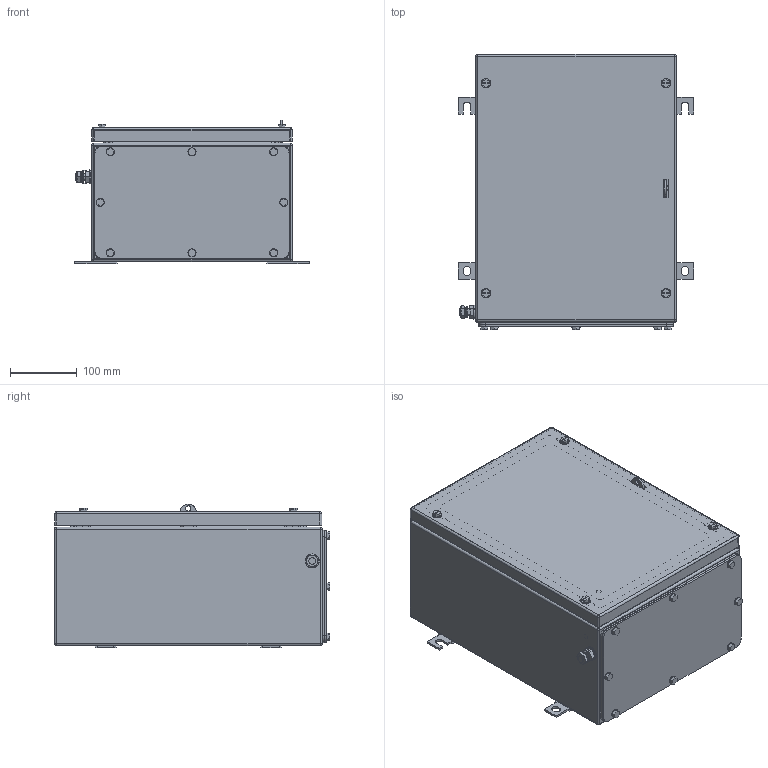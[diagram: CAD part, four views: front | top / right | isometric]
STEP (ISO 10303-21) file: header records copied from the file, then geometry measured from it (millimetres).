
FILE_DESCRIPTION(('CATIA V5 STEP Exchange','CAx-IF Rec.Pracs.--- Model Styling and Organization---1.4--- 2014-01-23'),'2;1');
FILE_NAME ('008535-7_3_1194960000_1194960000.stp','2019-09-20T09:27:01+00:00',('none'),('Weidmueller'),'CATIA Version 5-6 Release 2016 SP3 HF44','CATIA V5 STEP AP214','none');
FILE_SCHEMA(('AUTOMOTIVE_DESIGN { 1 0 10303 214 1 1 1 1 }'));
Length unit declared in the file: millimetre
Products named in the file (1): 1194960000
Bounding box: 351 x 411 x 215 mm (x, y, z)
Volume: 1129264.4 mm3; surface area: 1308253.3 mm2
Topology: 52 solids, 52 shells, 1396 faces, 3364 edges, 2114 vertices
Faces by surface type: plane 685, cylinder 515, cone 150, sphere 24, torus 22
Entity records: 38501 total; most frequent: CARTESIAN_POINT 7734, ORIENTED_EDGE 6632, DIRECTION 5209, EDGE_CURVE 3316, AXIS2_PLACEMENT_3D 2139, VERTEX_POINT 2114, VECTOR 2040, LINE 2040
